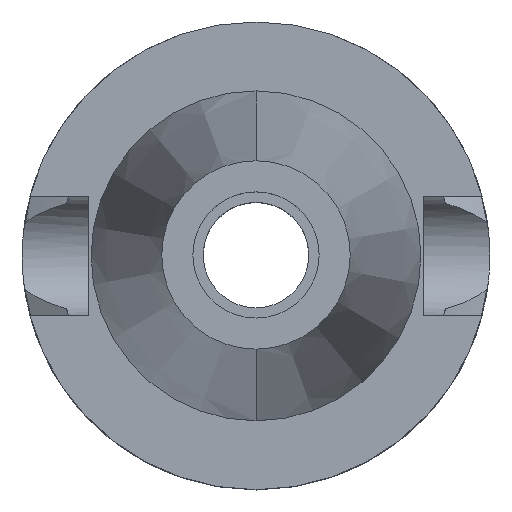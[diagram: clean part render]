
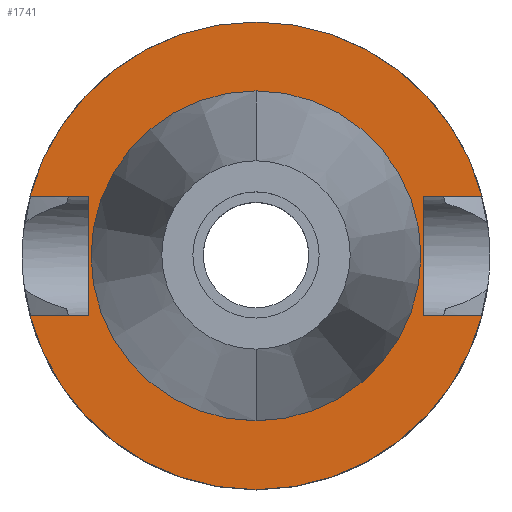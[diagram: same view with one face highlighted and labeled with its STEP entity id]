
A CAD part, top view. The second image highlights one B-rep face of the part: STEP entity #1741.
In plain terms, the highlighted planar face has unit normal (0, 0, 1).
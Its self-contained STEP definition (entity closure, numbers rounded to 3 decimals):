
#688=DIRECTION('',(1.,0.,0.));
#689=VECTOR('',#688,7.954);
#690=CARTESIAN_POINT('',(22.5,8.05,-1.));
#691=LINE('',#690,#689);
#735=DIRECTION('',(0.,1.,0.));
#736=VECTOR('',#735,16.1);
#737=CARTESIAN_POINT('',(-22.5,-8.05,-1.));
#738=LINE('',#737,#736);
#742=DIRECTION('',(-1.,0.,0.));
#743=VECTOR('',#742,7.954);
#744=CARTESIAN_POINT('',(-22.5,8.05,-1.));
#745=LINE('',#744,#743);
#749=CARTESIAN_POINT('',(0.,0.,-1.));
#750=DIRECTION('',(0.,0.,-1.));
#751=DIRECTION('',(-0.967,0.256,0.));
#752=AXIS2_PLACEMENT_3D('',#749,#750,#751);
#757=CARTESIAN_POINT('',(0.,0.,-1.));
#758=DIRECTION('',(0.,0.,-1.));
#759=DIRECTION('',(0.,1.,0.));
#760=AXIS2_PLACEMENT_3D('',#757,#758,#759);
#765=DIRECTION('',(0.,-1.,0.));
#766=VECTOR('',#765,16.1);
#767=CARTESIAN_POINT('',(22.5,8.05,-1.));
#768=LINE('',#767,#766);
#772=DIRECTION('',(1.,0.,0.));
#773=VECTOR('',#772,7.954);
#774=CARTESIAN_POINT('',(22.5,-8.05,-1.));
#775=LINE('',#774,#773);
#779=CARTESIAN_POINT('',(0.,0.,-1.));
#780=DIRECTION('',(0.,0.,-1.));
#781=DIRECTION('',(0.967,-0.256,0.));
#782=AXIS2_PLACEMENT_3D('',#779,#780,#781);
#787=CARTESIAN_POINT('',(0.,0.,-1.));
#788=DIRECTION('',(0.,0.,-1.));
#789=DIRECTION('',(0.,-1.,0.));
#790=AXIS2_PLACEMENT_3D('',#787,#788,#789);
#795=CARTESIAN_POINT('',(0.,0.,-1.));
#796=DIRECTION('',(0.,0.,1.));
#797=DIRECTION('',(0.,-1.,0.));
#798=AXIS2_PLACEMENT_3D('',#795,#796,#797);
#803=CARTESIAN_POINT('',(0.,0.,-1.));
#804=DIRECTION('',(0.,0.,1.));
#805=DIRECTION('',(0.,1.,0.));
#806=AXIS2_PLACEMENT_3D('',#803,#804,#805);
#841=DIRECTION('',(-1.,0.,0.));
#842=VECTOR('',#841,7.954);
#843=CARTESIAN_POINT('',(-22.5,-8.05,-1.));
#844=LINE('',#843,#842);
#1091=CARTESIAN_POINT('',(-22.5,-8.05,-1.));
#1092=VERTEX_POINT('',#1091);
#1093=CARTESIAN_POINT('',(-30.454,-8.05,-1.));
#1094=VERTEX_POINT('',#1093);
#1097=CARTESIAN_POINT('',(-22.5,8.05,-1.));
#1098=VERTEX_POINT('',#1097);
#1099=CARTESIAN_POINT('',(-30.454,8.05,-1.));
#1100=VERTEX_POINT('',#1099);
#1101=CARTESIAN_POINT('',(0.,31.5,-1.));
#1102=CARTESIAN_POINT('',(30.454,8.05,-1.));
#1103=VERTEX_POINT('',#1101);
#1104=VERTEX_POINT('',#1102);
#1105=CARTESIAN_POINT('',(22.5,8.05,-1.));
#1106=VERTEX_POINT('',#1105);
#1107=CARTESIAN_POINT('',(22.5,-8.05,-1.));
#1108=VERTEX_POINT('',#1107);
#1109=CARTESIAN_POINT('',(30.454,-8.05,-1.));
#1110=VERTEX_POINT('',#1109);
#1111=CARTESIAN_POINT('',(0.,-31.5,-1.));
#1112=VERTEX_POINT('',#1111);
#1113=CARTESIAN_POINT('',(0.,-22.225,-1.));
#1114=CARTESIAN_POINT('',(0.,22.225,-1.));
#1115=VERTEX_POINT('',#1113);
#1116=VERTEX_POINT('',#1114);
#1711=CARTESIAN_POINT('',(0.,0.,-1.));
#1712=DIRECTION('',(0.,0.,-1.));
#1713=DIRECTION('',(0.,-1.,0.));
#1714=AXIS2_PLACEMENT_3D('',#1711,#1712,#1713);
#1715=PLANE('',#1714);
#1717=ORIENTED_EDGE('',*,*,#1716,.T.);
#1718=ORIENTED_EDGE('',*,*,#1654,.T.);
#1720=ORIENTED_EDGE('',*,*,#1719,.T.);
#1722=ORIENTED_EDGE('',*,*,#1721,.T.);
#1723=ORIENTED_EDGE('',*,*,#1688,.F.);
#1724=ORIENTED_EDGE('',*,*,#1701,.T.);
#1726=ORIENTED_EDGE('',*,*,#1725,.T.);
#1728=ORIENTED_EDGE('',*,*,#1727,.T.);
#1730=ORIENTED_EDGE('',*,*,#1729,.T.);
#1732=ORIENTED_EDGE('',*,*,#1731,.F.);
#1733=EDGE_LOOP('',(#1717,#1718,#1720,#1722,#1723,#1724,#1726,#1728,#1730,
#1732));
#1734=FACE_OUTER_BOUND('',#1733,.F.);
#1736=ORIENTED_EDGE('',*,*,#1735,.T.);
#1738=ORIENTED_EDGE('',*,*,#1737,.T.);
#1739=EDGE_LOOP('',(#1736,#1738));
#1740=FACE_BOUND('',#1739,.F.);
#753=CIRCLE('',#752,31.5);
#761=CIRCLE('',#760,31.5);
#783=CIRCLE('',#782,31.5);
#791=CIRCLE('',#790,31.5);
#799=CIRCLE('',#798,22.225);
#807=CIRCLE('',#806,22.225);
#1654=EDGE_CURVE('',#1098,#1100,#745,.T.);
#1688=EDGE_CURVE('',#1106,#1104,#691,.T.);
#1701=EDGE_CURVE('',#1106,#1108,#768,.T.);
#1716=EDGE_CURVE('',#1092,#1098,#738,.T.);
#1719=EDGE_CURVE('',#1100,#1103,#753,.T.);
#1721=EDGE_CURVE('',#1103,#1104,#761,.T.);
#1725=EDGE_CURVE('',#1108,#1110,#775,.T.);
#1727=EDGE_CURVE('',#1110,#1112,#783,.T.);
#1729=EDGE_CURVE('',#1112,#1094,#791,.T.);
#1731=EDGE_CURVE('',#1092,#1094,#844,.T.);
#1735=EDGE_CURVE('',#1115,#1116,#799,.T.);
#1737=EDGE_CURVE('',#1116,#1115,#807,.T.);
#1741=ADVANCED_FACE('',(#1734,#1740),#1715,.F.);
